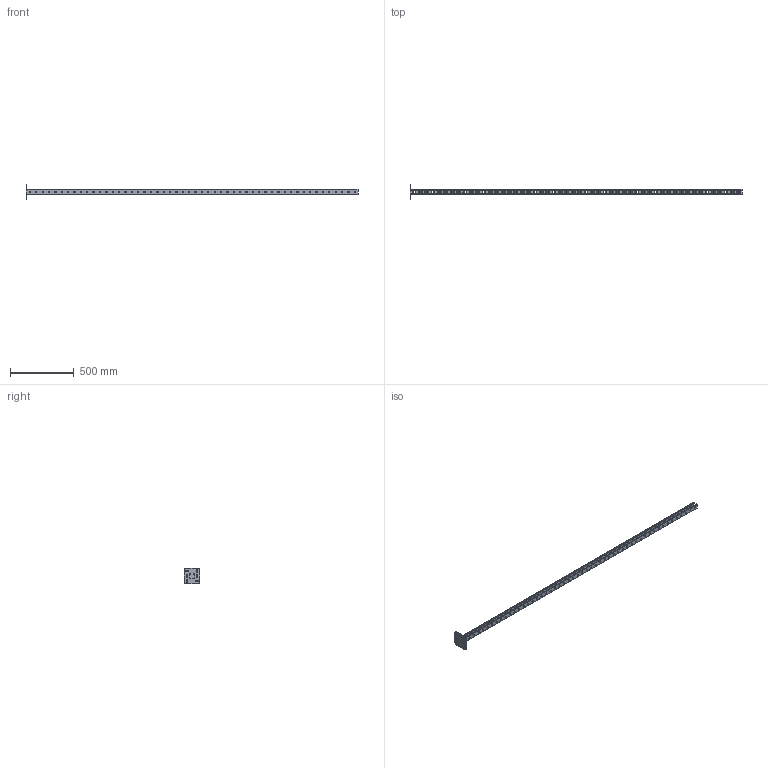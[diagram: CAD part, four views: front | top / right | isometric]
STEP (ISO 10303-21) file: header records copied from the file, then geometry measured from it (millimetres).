
FILE_DESCRIPTION (( 'STEP AP203' ), '1' );
FILE_NAME ('Êðîíøòåéí ïîòîëî÷íûé îäèíàðíûé_h41-2600.step', '2022-01-27T08:32:32', ( '' ), ( '' ), 'SwSTEP 2.0', 'SolidWorks 2017', '' );
FILE_SCHEMA (( 'CONFIG_CONTROL_DESIGN' ));
Products named in the file (3): Êðîíøòåéí ïîòîëî÷íûé îäèíàðíûé_h41-2600; Ïÿòêà ïîòîëî÷êàÿ; STRUT-镳铘桦黖h41-2600
Assembly tree (2 placements, depth 2):
  Êðîíøòåéí ïîòîëî÷íûé îäèíàðíûé_h41-2600
    Ïÿòêà ïîòîëî÷êàÿ
    STRUT-镳铘桦黖h41-2600
Bounding box: 2606 x 120 x 120 mm (x, y, z)
Volume: 880646.4 mm3; surface area: 705871.5 mm2
Topology: 2 solids, 2 shells, 2314 faces, 6882 edges, 4572 vertices
Faces by surface type: plane 1972, cylinder 342
Entity records: 77479 total; most frequent: CARTESIAN_POINT 13773, ORIENTED_EDGE 13764, DIRECTION 12204, EDGE_CURVE 6882, VECTOR 6198, LINE 6198, VERTEX_POINT 4572, AXIS2_PLACEMENT_3D 3003
